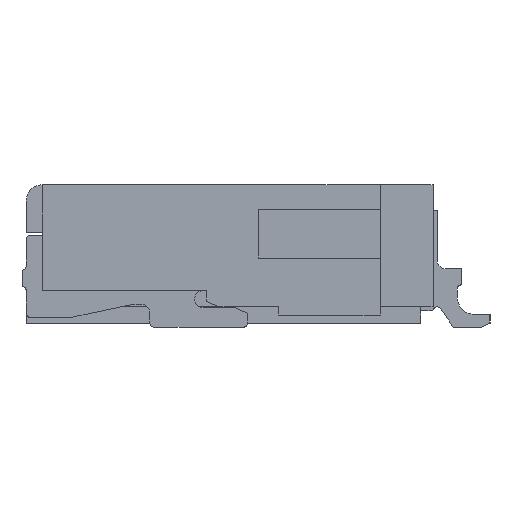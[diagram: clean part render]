
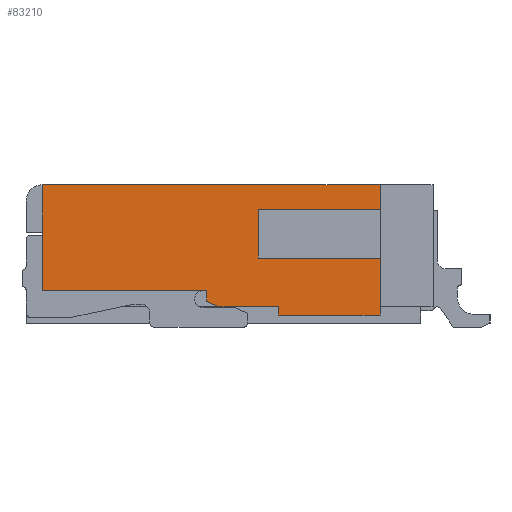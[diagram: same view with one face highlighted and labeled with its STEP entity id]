
A CAD part, left-side view. The second image highlights one B-rep face of the part: STEP entity #83210.
In plain terms, the highlighted planar face has unit normal (-1, 0, 0).
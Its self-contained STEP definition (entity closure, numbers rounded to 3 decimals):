
#31120=CARTESIAN_POINT('',(28.775,58.87,-1.17));
#31130=VERTEX_POINT('',#31120);
#31160=CARTESIAN_POINT('',(28.775,58.87,-5.32));
#31170=DIRECTION('',(0.,0.,1.));
#31180=VECTOR('',#31170,1.);
#31190=LINE('',#31160,#31180);
#31200=CARTESIAN_POINT('',(28.775,58.87,-5.32));
#31210=VERTEX_POINT('',#31200);
#31220=EDGE_CURVE('',#31210,#31130,#31190,.T.);
#32350=CARTESIAN_POINT('',(28.775,57.37,-3.15));
#32360=VERTEX_POINT('',#32350);
#32390=CARTESIAN_POINT('',(28.775,57.37,-3.15));
#32400=DIRECTION('',(0.,0.,1.));
#32410=VECTOR('',#32400,1.);
#32420=LINE('',#32390,#32410);
#32430=CARTESIAN_POINT('',(28.775,57.37,-2.42));
#32440=VERTEX_POINT('',#32430);
#32450=EDGE_CURVE('',#32360,#32440,#32420,.T.);
#34520=CARTESIAN_POINT('',(28.775,58.87,-5.32));
#34530=DIRECTION('',(0.,-1.,0.));
#34540=VECTOR('',#34530,1.);
#34550=LINE('',#34520,#34540);
#34560=CARTESIAN_POINT('',(28.775,57.57,-5.32));
#34570=VERTEX_POINT('',#34560);
#34580=EDGE_CURVE('',#31210,#34570,#34550,.T.);
#82350=CARTESIAN_POINT('',(28.775,57.605,0.101));
#82360=DIRECTION('',(-1.,0.,0.));
#82370=DIRECTION('',(0.,0.,1.));
#82380=AXIS2_PLACEMENT_3D('',#82350,#82360,#82370);
#82390=PLANE('',#82380);
#82400=CARTESIAN_POINT('',(28.775,57.44,-3.3));
#82410=DIRECTION('',(0.,1.,0.));
#82420=VECTOR('',#82410,1.);
#82430=LINE('',#82400,#82420);
#82440=CARTESIAN_POINT('',(28.775,57.44,-3.3));
#82450=VERTEX_POINT('',#82440);
#82460=CARTESIAN_POINT('',(28.775,57.57,-3.3));
#82470=VERTEX_POINT('',#82460);
#82480=EDGE_CURVE('',#82450,#82470,#82430,.T.);
#82490=ORIENTED_EDGE('',*,*,#82480,.F.);
#82500=CARTESIAN_POINT('',(28.775,57.57,-3.3));
#82510=DIRECTION('',(0.,0.,-1.));
#82520=VECTOR('',#82510,1.);
#82530=LINE('',#82500,#82520);
#82540=EDGE_CURVE('',#82470,#34570,#82530,.T.);
#82550=ORIENTED_EDGE('',*,*,#82540,.F.);
#82560=ORIENTED_EDGE('',*,*,#34580,.T.);
#82570=ORIENTED_EDGE('',*,*,#31220,.F.);
#82580=CARTESIAN_POINT('',(28.775,58.57,-1.17));
#82590=DIRECTION('',(0.,1.,0.));
#82600=VECTOR('',#82590,1.);
#82610=LINE('',#82580,#82600);
#82620=CARTESIAN_POINT('',(28.775,58.57,-1.17));
#82630=VERTEX_POINT('',#82620);
#82640=EDGE_CURVE('',#82630,#31130,#82610,.T.);
#82650=ORIENTED_EDGE('',*,*,#82640,.T.);
#82660=CARTESIAN_POINT('',(28.775,58.57,-2.67));
#82670=DIRECTION('',(0.,0.,1.));
#82680=VECTOR('',#82670,1.);
#82690=LINE('',#82660,#82680);
#82700=CARTESIAN_POINT('',(28.775,58.57,-2.67));
#82710=VERTEX_POINT('',#82700);
#82720=EDGE_CURVE('',#82710,#82630,#82690,.T.);
#82730=ORIENTED_EDGE('',*,*,#82720,.T.);
#82740=CARTESIAN_POINT('',(28.775,57.97,-2.67));
#82750=DIRECTION('',(0.,1.,0.));
#82760=VECTOR('',#82750,1.);
#82770=LINE('',#82740,#82760);
#82780=CARTESIAN_POINT('',(28.775,57.97,-2.67));
#82790=VERTEX_POINT('',#82780);
#82800=EDGE_CURVE('',#82790,#82710,#82770,.T.);
#82810=ORIENTED_EDGE('',*,*,#82800,.T.);
#82820=CARTESIAN_POINT('',(28.775,57.97,-1.17));
#82830=DIRECTION('',(0.,0.,-1.));
#82840=VECTOR('',#82830,1.);
#82850=LINE('',#82820,#82840);
#82860=CARTESIAN_POINT('',(28.775,57.97,-1.17));
#82870=VERTEX_POINT('',#82860);
#82880=EDGE_CURVE('',#82870,#82790,#82850,.T.);
#82890=ORIENTED_EDGE('',*,*,#82880,.T.);
#82900=CARTESIAN_POINT('',(28.775,57.27,-1.17));
#82910=DIRECTION('',(0.,1.,0.));
#82920=VECTOR('',#82910,1.);
#82930=LINE('',#82900,#82920);
#82940=CARTESIAN_POINT('',(28.775,57.27,-1.17));
#82950=VERTEX_POINT('',#82940);
#82960=EDGE_CURVE('',#82950,#82870,#82930,.T.);
#82970=ORIENTED_EDGE('',*,*,#82960,.T.);
#82980=CARTESIAN_POINT('',(28.775,57.27,-1.17));
#82990=DIRECTION('',(0.,0.,-1.));
#83000=VECTOR('',#82990,1.);
#83010=LINE('',#82980,#83000);
#83020=CARTESIAN_POINT('',(28.775,57.27,-2.42));
#83030=VERTEX_POINT('',#83020);
#83040=EDGE_CURVE('',#82950,#83030,#83010,.T.);
#83050=ORIENTED_EDGE('',*,*,#83040,.F.);
#83060=CARTESIAN_POINT('',(28.775,57.27,-2.42));
#83070=DIRECTION('',(0.,1.,0.));
#83080=VECTOR('',#83070,1.);
#83090=LINE('',#83060,#83080);
#83100=EDGE_CURVE('',#83030,#32440,#83090,.T.);
#83110=ORIENTED_EDGE('',*,*,#83100,.F.);
#83120=ORIENTED_EDGE('',*,*,#32450,.T.);
#83130=CARTESIAN_POINT('',(28.775,57.44,-3.3));
#83140=DIRECTION('',(0.,-0.423,0.906));
#83150=VECTOR('',#83140,1.);
#83160=LINE('',#83130,#83150);
#83170=EDGE_CURVE('',#82450,#32360,#83160,.T.);
#83180=ORIENTED_EDGE('',*,*,#83170,.T.);
#83190=EDGE_LOOP('',(#83180,#83120,#83110,#83050,#82970,#82890,#82810,
#82730,#82650,#82570,#82560,#82550,#82490));
#83200=FACE_OUTER_BOUND('',#83190,.T.);
#83210=ADVANCED_FACE('',(#83200),#82390,.T.);
